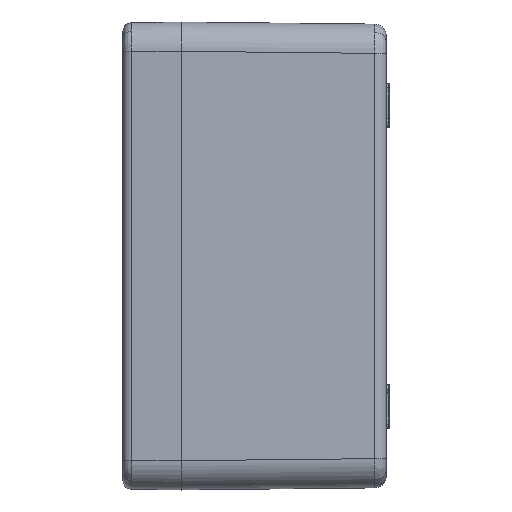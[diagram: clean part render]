
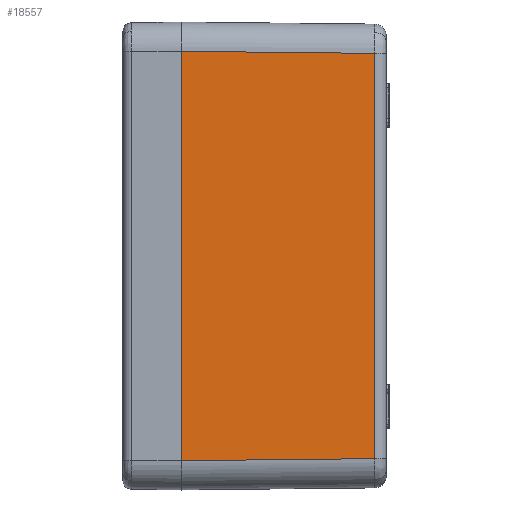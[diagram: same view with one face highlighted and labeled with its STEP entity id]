
A CAD part, left-side view. The second image highlights one B-rep face of the part: STEP entity #18557.
In plain terms, the highlighted planar face has unit normal (-1, -0.011, 0).
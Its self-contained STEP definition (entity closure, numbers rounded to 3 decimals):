
#2014 = VERTEX_POINT ( 'NONE', #23674 ) ;
#2022 = VERTEX_POINT ( 'NONE', #23744 ) ;
#2060 = EDGE_CURVE ( 'NONE', #2022, #2014, #23840, .T. ) ;
#9127 = CARTESIAN_POINT ( 'NONE',  ( -129.282, -66.542, 69.283 ) ) ;
#10013 = DIRECTION ( 'NONE',  ( -0.01, 1., 0.01 ) ) ;
#10014 = VECTOR ( 'NONE', #10013, 1000. ) ;
#10015 = CARTESIAN_POINT ( 'NONE',  ( -129.984, 0.429, 69.984 ) ) ;
#10016 = LINE ( 'NONE', #10015, #10014 ) ;
#10827 = DIRECTION ( 'NONE',  ( 0., 0., 1. ) ) ;
#10828 = VECTOR ( 'NONE', #10827, 1000. ) ;
#10829 = CARTESIAN_POINT ( 'NONE',  ( -129.282, -66.542, 69.241 ) ) ;
#10830 = LINE ( 'NONE', #10829, #10828 ) ;
#10940 = CARTESIAN_POINT ( 'NONE',  ( -129.282, -66.542, -69.283 ) ) ;
#12233 = DIRECTION ( 'NONE',  ( 0.01, -1., 0.01 ) ) ;
#12234 = VECTOR ( 'NONE', #12233, 1000. ) ;
#12235 = CARTESIAN_POINT ( 'NONE',  ( -130.001, 2.105, -70.002 ) ) ;
#12236 = LINE ( 'NONE', #12235, #12234 ) ;
#12262 = DIRECTION ( 'NONE',  ( 0.01, -1., 0. ) ) ;
#12263 = DIRECTION ( 'NONE',  ( -1., -0.01, 0. ) ) ;
#12264 = CARTESIAN_POINT ( 'NONE',  ( -130., 2., -80. ) ) ;
#12265 = AXIS2_PLACEMENT_3D ( 'NONE', #12264, #12263, #12262 ) ;
#12266 = PLANE ( 'NONE',  #12265 ) ;
#12267 = FACE_OUTER_BOUND ( 'NONE', #18531, .T. ) ;
#14190 = VERTEX_POINT ( 'NONE', #9127 ) ;
#17685 = ORIENTED_EDGE ( 'NONE', *, *, #2060, .T. ) ;
#17727 = EDGE_CURVE ( 'NONE', #14190, #2022, #10016, .T. ) ;
#17729 = ORIENTED_EDGE ( 'NONE', *, *, #17727, .T. ) ;
#18086 = ORIENTED_EDGE ( 'NONE', *, *, #18096, .T. ) ;
#18096 = EDGE_CURVE ( 'NONE', #18143, #14190, #10830, .T. ) ;
#18143 = VERTEX_POINT ( 'NONE', #10940 ) ;
#18531 = EDGE_LOOP ( 'NONE', ( #18550, #18086, #17729, #17685 ) ) ;
#18544 = EDGE_CURVE ( 'NONE', #2014, #18143, #12236, .T. ) ;
#18550 = ORIENTED_EDGE ( 'NONE', *, *, #18544, .T. ) ;
#18557 = ADVANCED_FACE ( 'NONE', ( #12267 ), #12266, .T. ) ;
#23674 = CARTESIAN_POINT ( 'NONE',  ( -129.974, -0.5, -69.974 ) ) ;
#23744 = CARTESIAN_POINT ( 'NONE',  ( -129.974, -0.5, 69.974 ) ) ;
#23837 = DIRECTION ( 'NONE',  ( 0., 0., -1. ) ) ;
#23838 = VECTOR ( 'NONE', #23837, 1000. ) ;
#23839 = CARTESIAN_POINT ( 'NONE',  ( -129.974, -0.5, -80. ) ) ;
#23840 = LINE ( 'NONE', #23839, #23838 ) ;
